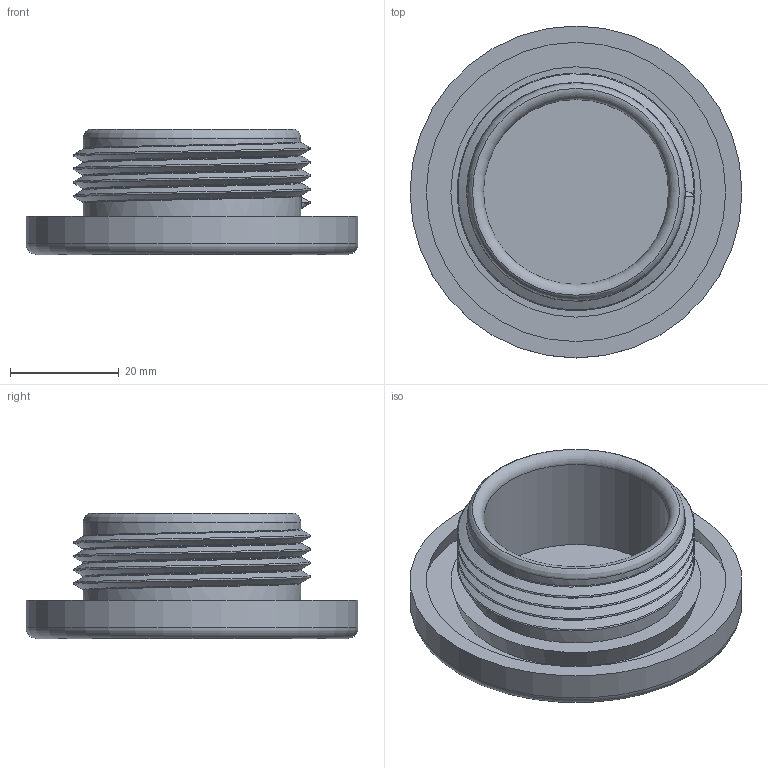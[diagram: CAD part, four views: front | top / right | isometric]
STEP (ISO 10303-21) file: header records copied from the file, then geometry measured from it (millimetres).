
FILE_DESCRIPTION(/* description */ (''),/* implementation_level */ '2;1');
FILE_NAME(/* name */ 'Tread Test v5 Lid.step',/* time_stamp */ '2024-06-12T23:56:24+02:00',/* author */ (''),/* organization */ (''),/* preprocessor_version */ 'ST-DEVELOPER v20',/* originating_system */ 'Autodesk Translation Framework v13.14.0.145',/* authorisation */ '');
FILE_SCHEMA (('AUTOMOTIVE_DESIGN { 1 0 10303 214 3 1 1 }'));
Length unit declared in the file: millimetre
Products named in the file (1): Tread Test
Bounding box: 61 x 61 x 23 mm (x, y, z)
Volume: 19621.8 mm3; surface area: 13827.3 mm2
Topology: 1 solids, 1 shells, 35 faces, 74 edges, 44 vertices
Faces by surface type: bspline 19, cylinder 6, plane 5, torus 3, cone 2
Full cylindrical faces by diameter (mm): 34 x1, 40 x2, 61 x1
Entity records: 3083 total; most frequent: CARTESIAN_POINT 2412, ORIENTED_EDGE 148, DIRECTION 96, EDGE_CURVE 74, VERTEX_POINT 44, AXIS2_PLACEMENT_3D 44, B_SPLINE_CURVE_WITH_KNOTS 39, EDGE_LOOP 38
